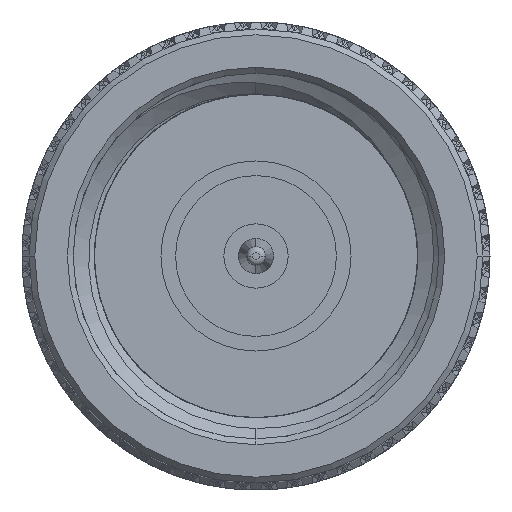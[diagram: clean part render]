
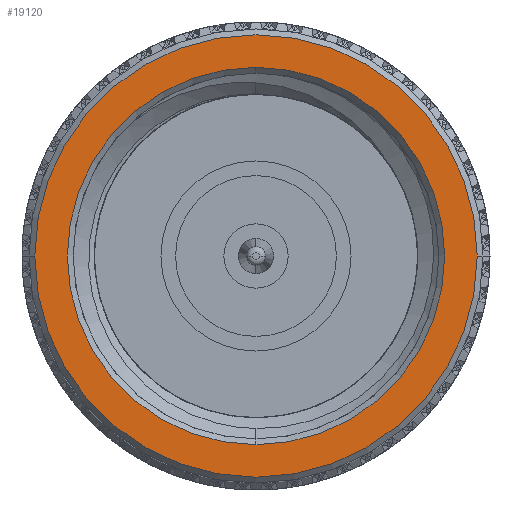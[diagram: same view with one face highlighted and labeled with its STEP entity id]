
A CAD part, left-side view. The second image highlights one B-rep face of the part: STEP entity #19120.
In plain terms, the highlighted planar face has unit normal (-1, 0, 0).
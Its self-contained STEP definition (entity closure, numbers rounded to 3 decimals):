
#175 = EDGE_CURVE ( 'NONE', #165682, #99614, #48277, .T. ) ;
#5831 = VERTEX_POINT ( 'NONE', #166908 ) ;
#6098 = CARTESIAN_POINT ( 'NONE',  ( 0., 0., 0. ) ) ;
#8955 = CARTESIAN_POINT ( 'NONE',  ( 0., 9.603, 0. ) ) ;
#9385 = CIRCLE ( 'NONE', #137973, 8.191 ) ;
#9469 = PLANE ( 'NONE',  #164783 ) ;
#19120 = ADVANCED_FACE ( 'NONE', ( #25708, #23821 ), #9469, .T. ) ;
#21402 = DIRECTION ( 'NONE',  ( 0., -1., 0. ) ) ;
#21573 = CARTESIAN_POINT ( 'NONE',  ( 0., 0., 0. ) ) ;
#23821 = FACE_OUTER_BOUND ( 'NONE', #120102, .T. ) ;
#25708 = FACE_BOUND ( 'NONE', #130421, .T. ) ;
#26628 = DIRECTION ( 'NONE',  ( -1., 0., 0. ) ) ;
#31279 = EDGE_CURVE ( 'NONE', #77026, #5831, #122349, .T. ) ;
#36195 = CARTESIAN_POINT ( 'NONE',  ( 0., 0., 0. ) ) ;
#36884 = DIRECTION ( 'NONE',  ( 1., 0., 0. ) ) ;
#37724 = EDGE_CURVE ( 'NONE', #5831, #77026, #9385, .T. ) ;
#38083 = DIRECTION ( 'NONE',  ( 0., -1., 0. ) ) ;
#38749 = DIRECTION ( 'NONE',  ( 0., -1., 0. ) ) ;
#44808 = CARTESIAN_POINT ( 'NONE',  ( 0., -9.603, 0. ) ) ;
#46322 = ORIENTED_EDGE ( 'NONE', *, *, #31279, .T. ) ;
#48277 = CIRCLE ( 'NONE', #185962, 9.603 ) ;
#51927 = AXIS2_PLACEMENT_3D ( 'NONE', #21573, #36884, #38749 ) ;
#53784 = DIRECTION ( 'NONE',  ( 0., -1., 0. ) ) ;
#54020 = CARTESIAN_POINT ( 'NONE',  ( 0., 0., -8.191 ) ) ;
#55392 = CARTESIAN_POINT ( 'NONE',  ( 0., 9.857, 0. ) ) ;
#77026 = VERTEX_POINT ( 'NONE', #54020 ) ;
#80224 = ORIENTED_EDGE ( 'NONE', *, *, #37724, .T. ) ;
#82511 = CARTESIAN_POINT ( 'NONE',  ( 0., 0., 0. ) ) ;
#89630 = ORIENTED_EDGE ( 'NONE', *, *, #179701, .T. ) ;
#99614 = VERTEX_POINT ( 'NONE', #8955 ) ;
#101991 = CIRCLE ( 'NONE', #166222, 9.603 ) ;
#120102 = EDGE_LOOP ( 'NONE', ( #89630, #179991 ) ) ;
#122349 = CIRCLE ( 'NONE', #51927, 8.191 ) ;
#130421 = EDGE_LOOP ( 'NONE', ( #80224, #46322 ) ) ;
#137973 = AXIS2_PLACEMENT_3D ( 'NONE', #36195, #140578, #38083 ) ;
#140578 = DIRECTION ( 'NONE',  ( 1., 0., 0. ) ) ;
#142593 = DIRECTION ( 'NONE',  ( 0., -1., 0. ) ) ;
#156378 = DIRECTION ( 'NONE',  ( -1., 0., 0. ) ) ;
#164783 = AXIS2_PLACEMENT_3D ( 'NONE', #55392, #26628, #142593 ) ;
#165682 = VERTEX_POINT ( 'NONE', #44808 ) ;
#166222 = AXIS2_PLACEMENT_3D ( 'NONE', #6098, #181422, #21402 ) ;
#166908 = CARTESIAN_POINT ( 'NONE',  ( 0., 0., 8.191 ) ) ;
#179701 = EDGE_CURVE ( 'NONE', #99614, #165682, #101991, .T. ) ;
#179991 = ORIENTED_EDGE ( 'NONE', *, *, #175, .T. ) ;
#181422 = DIRECTION ( 'NONE',  ( -1., 0., 0. ) ) ;
#185962 = AXIS2_PLACEMENT_3D ( 'NONE', #82511, #156378, #53784 ) ;
